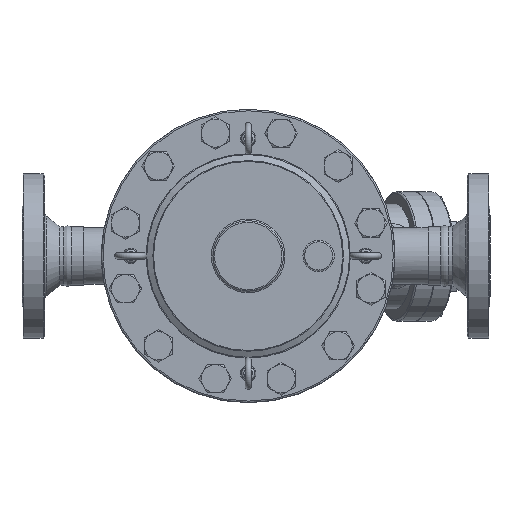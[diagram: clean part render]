
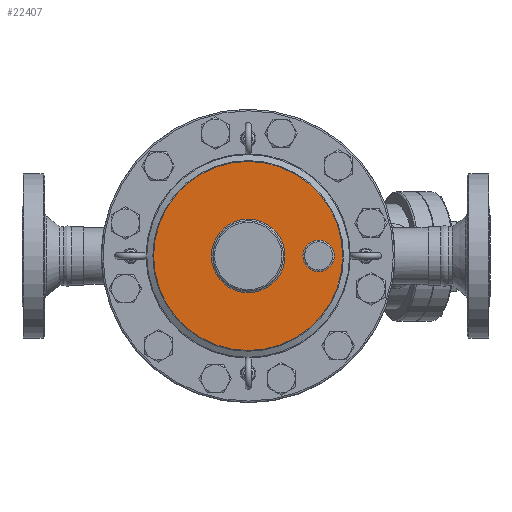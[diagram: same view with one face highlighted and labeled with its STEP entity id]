
A CAD part, top view. The second image highlights one B-rep face of the part: STEP entity #22407.
In plain terms, the highlighted planar face has unit normal (0, 0, 1).
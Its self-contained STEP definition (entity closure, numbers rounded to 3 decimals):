
#1565=CARTESIAN_POINT('',(47.0,0.,76.));
#1566=VERTEX_POINT('',#1565);
#1567=CARTESIAN_POINT('',(0.,0.0,76.));
#1568=DIRECTION('',(0.0,0.0,1.0));
#1569=DIRECTION('',(-1.0,0.0,0.0));
#1570=AXIS2_PLACEMENT_3D('',#1567,#1568,#1569);
#1571=CIRCLE('',#1570,47.0);
#1572=EDGE_CURVE('',#1566,#1566,#1571,.T.);
#22353=CARTESIAN_POINT('',(110.0,0.,76.));
#22354=VERTEX_POINT('',#22353);
#22355=CARTESIAN_POINT('',(90.0,0.0,76.));
#22356=DIRECTION('',(0.0,0.0,1.0));
#22357=DIRECTION('',(-1.0,0.0,0.0));
#22358=AXIS2_PLACEMENT_3D('',#22355,#22356,#22357);
#22359=CIRCLE('',#22358,20.0);
#22360=EDGE_CURVE('',#22354,#22354,#22359,.T.);
#22385=CARTESIAN_POINT('',(60.67,0.0,76.));
#22386=DIRECTION('',(0.0,0.0,1.0));
#22387=DIRECTION('',(1.0,0.0,0.0));
#22388=AXIS2_PLACEMENT_3D('',#22385,#22386,#22387);
#22389=PLANE('',#22388);
#22390=CARTESIAN_POINT('',(120.804,0.,76.));
#22391=VERTEX_POINT('',#22390);
#22392=CARTESIAN_POINT('',(0.,0.0,76.));
#22393=DIRECTION('',(0.0,0.0,-1.0));
#22394=DIRECTION('',(-1.0,0.0,0.0));
#22395=AXIS2_PLACEMENT_3D('',#22392,#22393,#22394);
#22396=CIRCLE('',#22395,120.804);
#22397=EDGE_CURVE('',#22391,#22391,#22396,.T.);
#22398=ORIENTED_EDGE('',*,*,#22397,.F.);
#22399=EDGE_LOOP('',(#22398));
#22400=FACE_OUTER_BOUND('',#22399,.T.);
#22401=ORIENTED_EDGE('',*,*,#22360,.F.);
#22402=EDGE_LOOP('',(#22401));
#22403=FACE_BOUND('',#22402,.T.);
#22404=ORIENTED_EDGE('',*,*,#1572,.F.);
#22405=EDGE_LOOP('',(#22404));
#22406=FACE_BOUND('',#22405,.T.);
#22407=ADVANCED_FACE('',(#22400,#22403,#22406),#22389,.T.);
